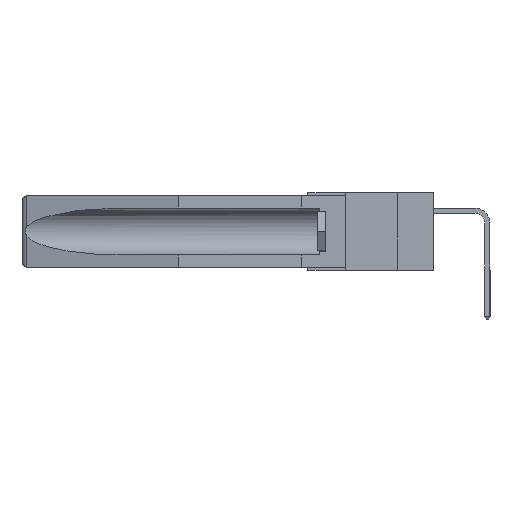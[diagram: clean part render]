
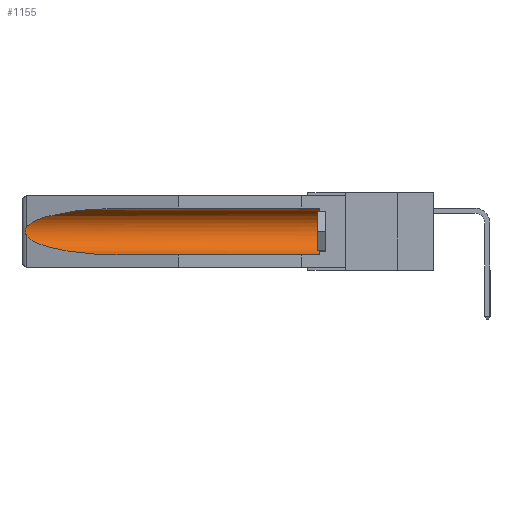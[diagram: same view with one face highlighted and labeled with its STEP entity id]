
A CAD part, left-side view. The second image highlights one B-rep face of the part: STEP entity #1155.
In plain terms, the highlighted cylindrical face has radius 2.857 mm (diameter 5.715 mm), a partial arc.
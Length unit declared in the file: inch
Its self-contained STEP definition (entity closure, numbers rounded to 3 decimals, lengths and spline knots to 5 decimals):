
#667 = CARTESIAN_POINT ( 'NONE',  ( 0.25451, 1.48313, -0.24835 ) ) ;
#734 = LINE ( 'NONE', #9490, #6920 ) ;
#762 = EDGE_CURVE ( 'NONE', #10440, #13078, #734, .T. ) ;
#1155 = ADVANCED_FACE ( 'NONE', ( #18238 ), #16790, .F. ) ;
#2721 = CARTESIAN_POINT ( 'NONE',  ( 0.155, 0.126, -0.284 ) ) ;
#3045 = VECTOR ( 'NONE', #5293, 39.37008 ) ;
#4074 = CARTESIAN_POINT ( 'NONE',  ( 0.2675, 1.53308, -0.16763 ) ) ;
#4169 = CARTESIAN_POINT ( 'NONE',  ( 0.26537, 1.52718, -0.14972 ) ) ;
#4469 = CARTESIAN_POINT ( 'NONE',  ( 0.26654, 1.53092, -0.15636 ) ) ;
#4916 = DIRECTION ( 'NONE',  ( 0., 1., 0. ) ) ;
#5293 = DIRECTION ( 'NONE',  ( 0., 1., 0. ) ) ;
#6088 = EDGE_CURVE ( 'NONE', #10440, #11951, #27507, .T. ) ;
#6461 = ORIENTED_EDGE ( 'NONE', *, *, #28966, .T. ) ;
#6639 = CARTESIAN_POINT ( 'NONE',  ( 0.26597, 1.5296, -0.19026 ) ) ;
#6920 = VECTOR ( 'NONE', #4916, 39.37008 ) ;
#6956 = CARTESIAN_POINT ( 'NONE',  ( 0.155, 1.07973, -0.059 ) ) ;
#7527 = CARTESIAN_POINT ( 'NONE',  ( 0.25451, 1.48313, -0.09465 ) ) ;
#8562 = DIRECTION ( 'NONE',  ( 0., 1., 0. ) ) ;
#9490 = CARTESIAN_POINT ( 'NONE',  ( 0.155, -0.30754, -0.284 ) ) ;
#9883 =( BOUNDED_CURVE ( )  B_SPLINE_CURVE ( 3, ( #14257, #667, #28408, #21274 ),
 .UNSPECIFIED., .F., .F. ) 
 B_SPLINE_CURVE_WITH_KNOTS ( ( 4, 4 ),
 ( 0.1948, 1.5708 ),
 .UNSPECIFIED. ) 
 CURVE ( )  GEOMETRIC_REPRESENTATION_ITEM ( )  RATIONAL_B_SPLINE_CURVE ( ( 1., 0.848, 0.848, 1. ) ) 
 REPRESENTATION_ITEM ( '' )  );
#10226 = CARTESIAN_POINT ( 'NONE',  ( 0.155, 0.126, -0.059 ) ) ;
#10279 =( BOUNDED_CURVE ( )  B_SPLINE_CURVE ( 3, ( #14684, #21814, #7527, #23935 ),
 .UNSPECIFIED., .F., .T. ) 
 B_SPLINE_CURVE_WITH_KNOTS ( ( 4, 4 ),
 ( 4.71239, 6.08839 ),
 .UNSPECIFIED. ) 
 CURVE ( )  GEOMETRIC_REPRESENTATION_ITEM ( )  RATIONAL_B_SPLINE_CURVE ( ( 1., 0.848, 0.848, 1. ) ) 
 REPRESENTATION_ITEM ( '' )  );
#10440 = VERTEX_POINT ( 'NONE', #2721 ) ;
#10635 = AXIS2_PLACEMENT_3D ( 'NONE', #20017, #15433, #29555 ) ;
#11951 = VERTEX_POINT ( 'NONE', #10226 ) ;
#12525 = VERTEX_POINT ( 'NONE', #18791 ) ;
#13078 = VERTEX_POINT ( 'NONE', #21668 ) ;
#13684 = CARTESIAN_POINT ( 'NONE',  ( 0.26597, 1.52961, -0.15275 ) ) ;
#13778 = CARTESIAN_POINT ( 'NONE',  ( 0.2673, 1.53269, -0.17917 ) ) ;
#14141 = EDGE_CURVE ( 'NONE', #16321, #13078, #9883, .T. ) ;
#14257 = CARTESIAN_POINT ( 'NONE',  ( 0.26537, 1.52718, -0.19328 ) ) ;
#14545 = ORIENTED_EDGE ( 'NONE', *, *, #762, .F. ) ;
#14684 = CARTESIAN_POINT ( 'NONE',  ( 0.155, 1.07973, -0.059 ) ) ;
#15433 = DIRECTION ( 'NONE',  ( 0., -1., 0. ) ) ;
#15753 = CARTESIAN_POINT ( 'NONE',  ( 0.26655, 1.53094, -0.18657 ) ) ;
#16321 = VERTEX_POINT ( 'NONE', #19870 ) ;
#16790 = CYLINDRICAL_SURFACE ( 'NONE', #16837, 0.1125 ) ;
#16837 = AXIS2_PLACEMENT_3D ( 'NONE', #20126, #8562, #24881 ) ;
#17075 = ORIENTED_EDGE ( 'NONE', *, *, #14141, .T. ) ;
#18238 = FACE_OUTER_BOUND ( 'NONE', #23515, .T. ) ;
#18791 = CARTESIAN_POINT ( 'NONE',  ( 0.26537, 1.52718, -0.14972 ) ) ;
#18910 = B_SPLINE_CURVE_WITH_KNOTS ( 'NONE', 3,
 ( #4169, #13684, #4469, #29685, #4074, #27751, #13778, #15753, #6639, #30076 ),
 .UNSPECIFIED., .F., .F.,
 ( 4, 2, 2, 2, 4 ),
 ( 0., 0.00029, 0.00058, 0.00087, 0.00117 ),
 .UNSPECIFIED. ) ;
#19107 = CARTESIAN_POINT ( 'NONE',  ( 0.155, -0.30754, -0.059 ) ) ;
#19870 = CARTESIAN_POINT ( 'NONE',  ( 0.26537, 1.52718, -0.19328 ) ) ;
#20017 = CARTESIAN_POINT ( 'NONE',  ( 0.155, 0.126, -0.1715 ) ) ;
#20126 = CARTESIAN_POINT ( 'NONE',  ( 0.155, -0.30754, -0.1715 ) ) ;
#20574 = LINE ( 'NONE', #19107, #3045 ) ;
#21274 = CARTESIAN_POINT ( 'NONE',  ( 0.155, 1.07973, -0.284 ) ) ;
#21542 = ORIENTED_EDGE ( 'NONE', *, *, #27310, .T. ) ;
#21668 = CARTESIAN_POINT ( 'NONE',  ( 0.155, 1.07973, -0.284 ) ) ;
#21775 = EDGE_CURVE ( 'NONE', #22104, #12525, #10279, .T. ) ;
#21814 = CARTESIAN_POINT ( 'NONE',  ( 0.21114, 1.30732, -0.059 ) ) ;
#22104 = VERTEX_POINT ( 'NONE', #6956 ) ;
#23515 = EDGE_LOOP ( 'NONE', ( #25800, #6461, #17075, #14545, #25742, #21542 ) ) ;
#23935 = CARTESIAN_POINT ( 'NONE',  ( 0.26537, 1.52718, -0.14972 ) ) ;
#24881 = DIRECTION ( 'NONE',  ( 0., 0., 1. ) ) ;
#25742 = ORIENTED_EDGE ( 'NONE', *, *, #6088, .T. ) ;
#25800 = ORIENTED_EDGE ( 'NONE', *, *, #21775, .T. ) ;
#27310 = EDGE_CURVE ( 'NONE', #11951, #22104, #20574, .T. ) ;
#27507 = CIRCLE ( 'NONE', #10635, 0.1125 ) ;
#27751 = CARTESIAN_POINT ( 'NONE',  ( 0.2675, 1.53308, -0.17534 ) ) ;
#28408 = CARTESIAN_POINT ( 'NONE',  ( 0.21114, 1.30732, -0.284 ) ) ;
#28966 = EDGE_CURVE ( 'NONE', #12525, #16321, #18910, .T. ) ;
#29555 = DIRECTION ( 'NONE',  ( 0., 0., 1. ) ) ;
#29685 = CARTESIAN_POINT ( 'NONE',  ( 0.2673, 1.5327, -0.16383 ) ) ;
#30076 = CARTESIAN_POINT ( 'NONE',  ( 0.26537, 1.52718, -0.19328 ) ) ;
